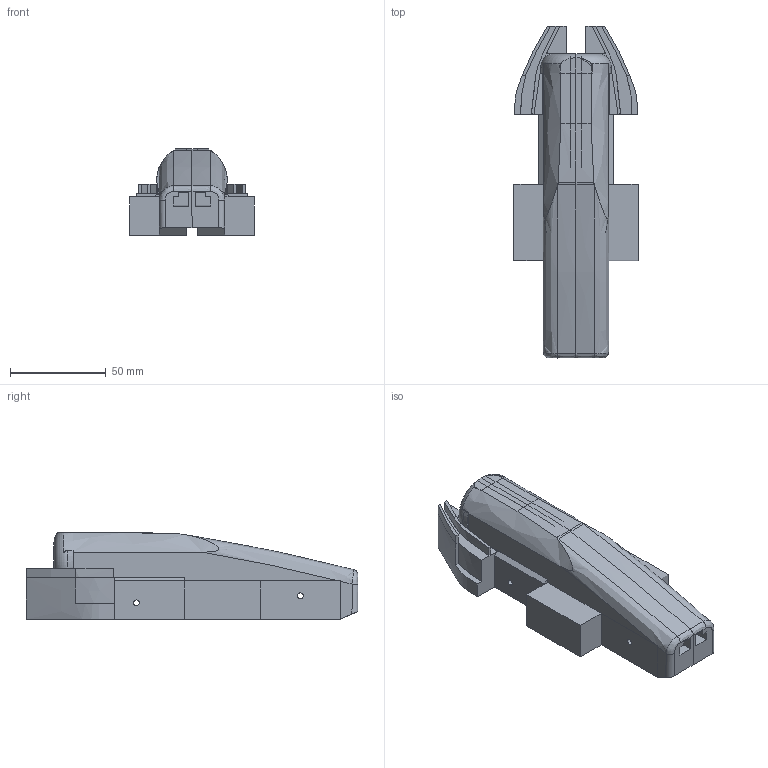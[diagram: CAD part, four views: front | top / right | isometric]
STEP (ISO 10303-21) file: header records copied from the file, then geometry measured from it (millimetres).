
FILE_DESCRIPTION(/* description */ (''),/* implementation_level */ '2;1');
FILE_NAME(/* name */ 'SO2.step',/* time_stamp */ '2024-09-11T01:09:25+05:00',/* author */ (''),/* organization */ (''),/* preprocessor_version */ 'ST-DEVELOPER v20',/* originating_system */ 'Autodesk Translation Framework v13.14.0.145',/* authorisation */ '');
FILE_SCHEMA (('AUTOMOTIVE_DESIGN { 1 0 10303 214 3 1 1 }'));
Length unit declared in the file: millimetre
Products named in the file (1): SOLID from MESH (swamitized!)-B1
Bounding box: 64.96 x 173.13 x 45.23 mm (x, y, z)
Volume: 229749.7 mm3; surface area: 44352.3 mm2
Topology: 1 solids, 1 shells, 224 faces, 623 edges, 396 vertices
Faces by surface type: plane 162, bspline 42, cylinder 18, torus 2
Full cylindrical faces by diameter (mm): 3 x2
Entity records: 8596 total; most frequent: CARTESIAN_POINT 3367, ORIENTED_EDGE 1246, DIRECTION 841, EDGE_CURVE 623, LINE 407, VECTOR 407, VERTEX_POINT 396, EDGE_LOOP 231
